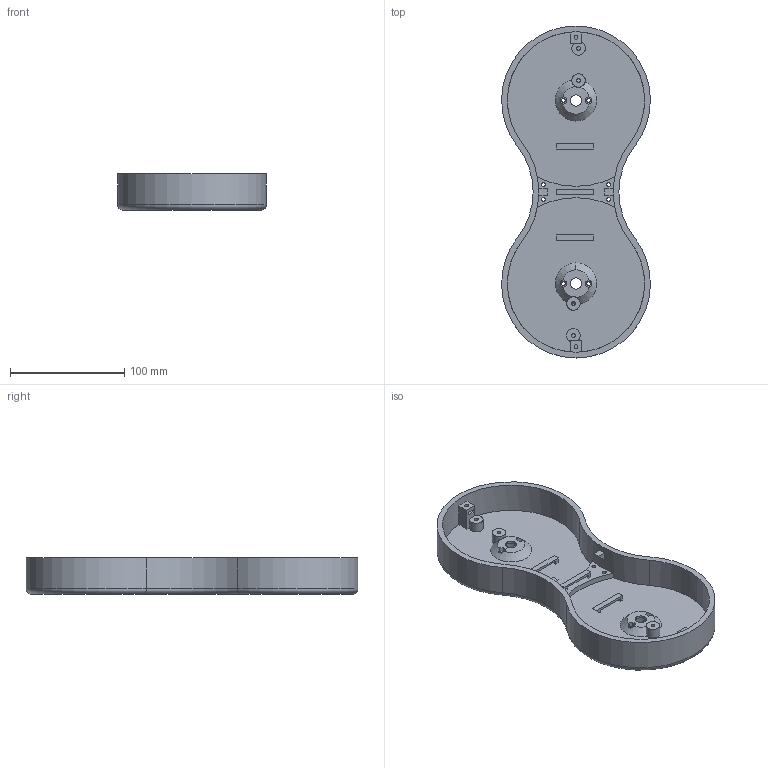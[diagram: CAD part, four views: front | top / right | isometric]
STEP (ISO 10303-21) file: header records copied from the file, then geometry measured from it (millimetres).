
FILE_DESCRIPTION(('FreeCAD Model'),'2;1');
FILE_NAME('Art2BodyB.step', '2018-01-15T19:32:04',('Author'),(''), 'Open CASCADE STEP processor 6.8','FreeCAD','Unknown');
FILE_SCHEMA(('AUTOMOTIVE_DESIGN_CC2 { 1 2 10303 214 -1 1 5 4 }'));
Length unit declared in the file: millimetre
Products named in the file (1): Art2BodyB
Bounding box: 129.96 x 290 x 32 mm (x, y, z)
Volume: 259021.7 mm3; surface area: 108713.4 mm2
Topology: 1 solids, 1 shells, 202 faces, 549 edges, 368 vertices
Faces by surface type: plane 146, cylinder 45, cone 7, torus 4
Full cylindrical faces by diameter (mm): 3.4 x20, 5.9 x4, 8.4 x3, 10 x2, 12 x2, 16.4 x2
Entity records: 14800 total; most frequent: CARTESIAN_POINT 4069, DIRECTION 1923, ORIENTED_EDGE 1098, PCURVE 1098, DEFINITIONAL_REPRESENTATION 1098, LINE 1075, VECTOR 1075, EDGE_CURVE 549
